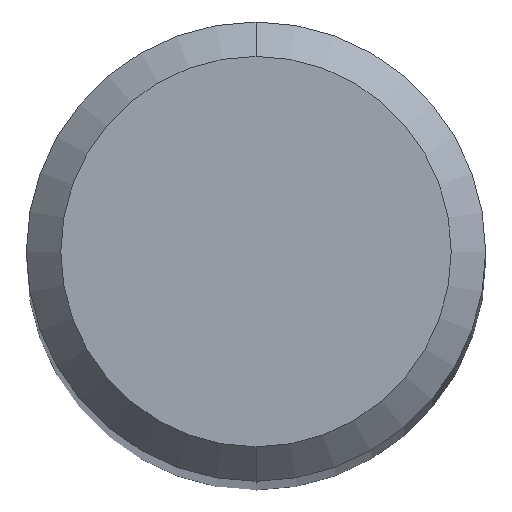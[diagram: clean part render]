
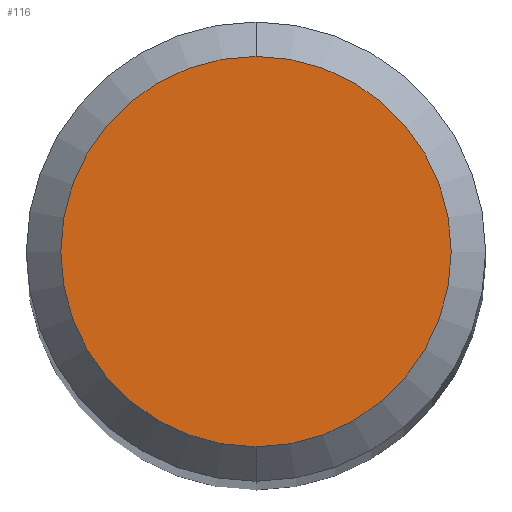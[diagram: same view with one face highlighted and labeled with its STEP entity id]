
A CAD part, top view. The second image highlights one B-rep face of the part: STEP entity #116.
In plain terms, the highlighted planar face has unit normal (0, 0, 1).
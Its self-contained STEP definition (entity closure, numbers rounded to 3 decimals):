
#114=VERTEX_POINT('',#241);
#116=ADVANCED_FACE('',(#243),#244,.T.);
#142=EDGE_CURVE('',#166,#114,#276,.T.);
#166=VERTEX_POINT('',#305);
#170=EDGE_CURVE('',#114,#166,#309,.T.);
#241=CARTESIAN_POINT('',(0.0,1.7,0.0));
#243=FACE_OUTER_BOUND('',#383,.T.);
#244=PLANE('',#384);
#276=CIRCLE('',#424,1.7);
#305=CARTESIAN_POINT('',(0.,-1.7,0.0));
#309=CIRCLE('',#462,1.7);
#383=EDGE_LOOP('',(#526,#527));
#384=AXIS2_PLACEMENT_3D('',#528,#529,#530);
#424=AXIS2_PLACEMENT_3D('',#586,#587,#588);
#462=AXIS2_PLACEMENT_3D('',#628,#629,#630);
#526=ORIENTED_EDGE('',*,*,#170,.F.);
#527=ORIENTED_EDGE('',*,*,#142,.F.);
#528=CARTESIAN_POINT('',(0.0,0.85,0.0));
#529=DIRECTION('',(-0.0,0.0,1.0));
#530=DIRECTION('',(0.0,-1.0,0.0));
#586=CARTESIAN_POINT('',(0.0,0.0,0.0));
#587=DIRECTION('',(0.0,0.0,-1.0));
#588=DIRECTION('',(0.0,1.0,0.0));
#628=CARTESIAN_POINT('',(0.0,0.0,0.0));
#629=DIRECTION('',(0.0,0.0,-1.0));
#630=DIRECTION('',(0.0,1.0,0.0));
